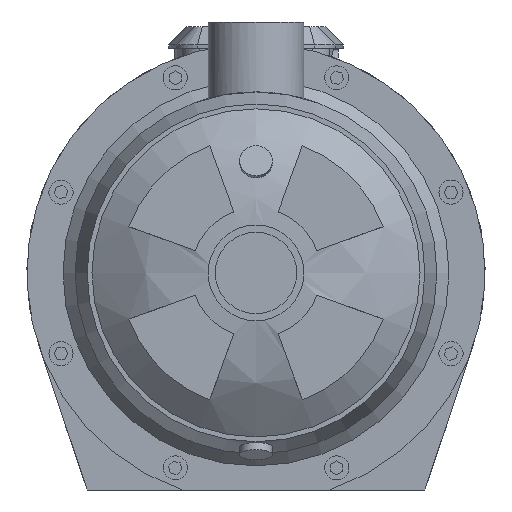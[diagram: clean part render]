
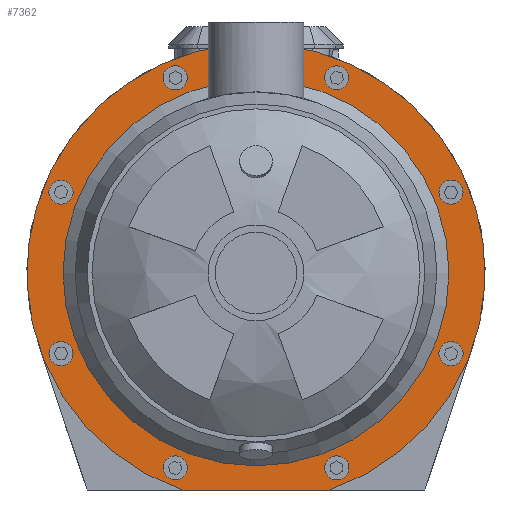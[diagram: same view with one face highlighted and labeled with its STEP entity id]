
A CAD part, left-side view. The second image highlights one B-rep face of the part: STEP entity #7362.
In plain terms, the highlighted planar face has unit normal (-1, 0, 0).
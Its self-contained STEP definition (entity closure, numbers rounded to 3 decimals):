
#173=FACE_BOUND('',#1245,.T.);
#174=FACE_BOUND('',#1246,.T.);
#175=FACE_BOUND('',#1247,.T.);
#176=FACE_BOUND('',#1248,.T.);
#177=FACE_BOUND('',#1249,.T.);
#178=FACE_BOUND('',#1250,.T.);
#179=FACE_BOUND('',#1251,.T.);
#180=FACE_BOUND('',#1252,.T.);
#181=FACE_BOUND('',#1253,.T.);
#207=CIRCLE('',#7763,5.);
#209=CIRCLE('',#7767,5.);
#211=CIRCLE('',#7771,5.);
#213=CIRCLE('',#7775,5.);
#215=CIRCLE('',#7779,5.);
#217=CIRCLE('',#7783,5.);
#219=CIRCLE('',#7787,5.);
#221=CIRCLE('',#7798,5.);
#254=CIRCLE('',#7864,80.);
#255=CIRCLE('',#7866,95.);
#772=FACE_OUTER_BOUND('',#1244,.T.);
#1244=EDGE_LOOP('',(#5173,#5174));
#1245=EDGE_LOOP('',(#5175));
#1246=EDGE_LOOP('',(#5176));
#1247=EDGE_LOOP('',(#5177));
#1248=EDGE_LOOP('',(#5178));
#1249=EDGE_LOOP('',(#5179));
#1250=EDGE_LOOP('',(#5180));
#1251=EDGE_LOOP('',(#5181));
#1252=EDGE_LOOP('',(#5182));
#1253=EDGE_LOOP('',(#5183));
#1761=LINE('',#11067,#2429);
#2429=VECTOR('',#8815,60.828);
#3038=VERTEX_POINT('',#10982);
#3040=VERTEX_POINT('',#10988);
#3042=VERTEX_POINT('',#10994);
#3044=VERTEX_POINT('',#11000);
#3046=VERTEX_POINT('',#11006);
#3048=VERTEX_POINT('',#11012);
#3050=VERTEX_POINT('',#11018);
#3064=VERTEX_POINT('',#11061);
#3065=VERTEX_POINT('',#11065);
#3066=VERTEX_POINT('',#11066);
#3108=VERTEX_POINT('',#11425);
#3806=EDGE_CURVE('',#3038,#3038,#207,.T.);
#3808=EDGE_CURVE('',#3040,#3040,#209,.T.);
#3810=EDGE_CURVE('',#3042,#3042,#211,.T.);
#3812=EDGE_CURVE('',#3044,#3044,#213,.T.);
#3814=EDGE_CURVE('',#3046,#3046,#215,.T.);
#3816=EDGE_CURVE('',#3048,#3048,#217,.T.);
#3818=EDGE_CURVE('',#3050,#3050,#219,.T.);
#3838=EDGE_CURVE('',#3064,#3064,#221,.T.);
#3839=EDGE_CURVE('',#3065,#3066,#1761,.T.);
#3895=EDGE_CURVE('',#3108,#3108,#254,.T.);
#3896=EDGE_CURVE('',#3065,#3066,#255,.T.);
#5173=ORIENTED_EDGE('',*,*,#3839,.T.);
#5174=ORIENTED_EDGE('',*,*,#3896,.F.);
#5175=ORIENTED_EDGE('',*,*,#3806,.T.);
#5176=ORIENTED_EDGE('',*,*,#3808,.T.);
#5177=ORIENTED_EDGE('',*,*,#3810,.T.);
#5178=ORIENTED_EDGE('',*,*,#3812,.T.);
#5179=ORIENTED_EDGE('',*,*,#3814,.T.);
#5180=ORIENTED_EDGE('',*,*,#3816,.T.);
#5181=ORIENTED_EDGE('',*,*,#3818,.T.);
#5182=ORIENTED_EDGE('',*,*,#3838,.T.);
#5183=ORIENTED_EDGE('',*,*,#3895,.T.);
#7042=PLANE('',#7865);
#7362=ADVANCED_FACE('',(#772,#173,#174,#175,#176,#177,#178,#179,#180,#181),
#7042,.T.);
#7763=AXIS2_PLACEMENT_3D('',#10983,#8721,#8722);
#7767=AXIS2_PLACEMENT_3D('',#10989,#8729,#8730);
#7771=AXIS2_PLACEMENT_3D('',#10995,#8737,#8738);
#7775=AXIS2_PLACEMENT_3D('',#11001,#8745,#8746);
#7779=AXIS2_PLACEMENT_3D('',#11007,#8753,#8754);
#7783=AXIS2_PLACEMENT_3D('',#11013,#8761,#8762);
#7787=AXIS2_PLACEMENT_3D('',#11019,#8769,#8770);
#7798=AXIS2_PLACEMENT_3D('',#11062,#8809,#8810);
#7864=AXIS2_PLACEMENT_3D('',#11426,#8961,#8962);
#7865=AXIS2_PLACEMENT_3D('',#11427,#8963,#8964);
#7866=AXIS2_PLACEMENT_3D('',#11428,#8965,#8966);
#8721=DIRECTION('center_axis',(1.,0.,0.));
#8722=DIRECTION('ref_axis',(0.,-0.707,-0.707));
#8729=DIRECTION('center_axis',(1.,0.,0.));
#8730=DIRECTION('ref_axis',(0.,-1.,0.));
#8737=DIRECTION('center_axis',(1.,0.,0.));
#8738=DIRECTION('ref_axis',(0.,-0.707,0.707));
#8745=DIRECTION('center_axis',(1.,0.,0.));
#8746=DIRECTION('ref_axis',(0.,0.,1.));
#8753=DIRECTION('center_axis',(1.,0.,0.));
#8754=DIRECTION('ref_axis',(0.,0.707,0.707));
#8761=DIRECTION('center_axis',(1.,0.,0.));
#8762=DIRECTION('ref_axis',(0.,1.,0.));
#8769=DIRECTION('center_axis',(1.,0.,0.));
#8770=DIRECTION('ref_axis',(0.,0.707,-0.707));
#8809=DIRECTION('center_axis',(1.,0.,0.));
#8810=DIRECTION('ref_axis',(0.,0.,-1.));
#8815=DIRECTION('',(0.,-1.,0.));
#8961=DIRECTION('center_axis',(1.,0.,0.));
#8962=DIRECTION('ref_axis',(0.,1.,0.));
#8963=DIRECTION('center_axis',(-1.,0.,0.));
#8964=DIRECTION('ref_axis',(0.,0.,1.));
#8965=DIRECTION('center_axis',(1.,0.,0.));
#8966=DIRECTION('ref_axis',(0.,1.,0.));
#10982=CARTESIAN_POINT('',(42.,84.375,127.02));
#10983=CARTESIAN_POINT('Origin',(42.,80.839,123.485));
#10988=CARTESIAN_POINT('',(42.,85.839,56.515));
#10989=CARTESIAN_POINT('Origin',(42.,80.839,56.515));
#10994=CARTESIAN_POINT('',(42.,37.02,5.625));
#10995=CARTESIAN_POINT('Origin',(42.,33.485,9.161));
#11000=CARTESIAN_POINT('',(42.,-33.485,4.161));
#11001=CARTESIAN_POINT('Origin',(42.,-33.485,9.161));
#11006=CARTESIAN_POINT('',(42.,-84.375,52.98));
#11007=CARTESIAN_POINT('Origin',(42.,-80.839,56.515));
#11012=CARTESIAN_POINT('',(42.,-85.839,123.485));
#11013=CARTESIAN_POINT('Origin',(42.,-80.839,123.485));
#11018=CARTESIAN_POINT('',(42.,-37.02,174.375));
#11019=CARTESIAN_POINT('Origin',(42.,-33.485,170.839));
#11061=CARTESIAN_POINT('',(42.,33.485,175.839));
#11062=CARTESIAN_POINT('Origin',(42.,33.485,170.839));
#11065=CARTESIAN_POINT('',(42.,30.414,0.));
#11066=CARTESIAN_POINT('',(42.,-30.414,0.));
#11067=CARTESIAN_POINT('',(42.,58.957,0.));
#11425=CARTESIAN_POINT('',(42.,80.,90.));
#11426=CARTESIAN_POINT('Origin',(42.,0.,90.));
#11427=CARTESIAN_POINT('Origin',(42.,87.5,90.));
#11428=CARTESIAN_POINT('Origin',(42.,0.,90.));
